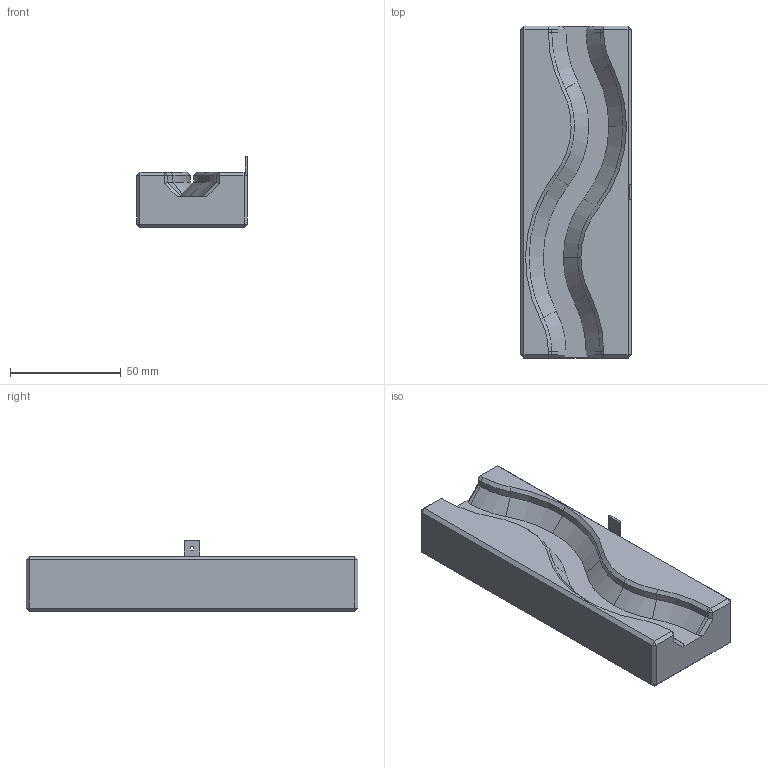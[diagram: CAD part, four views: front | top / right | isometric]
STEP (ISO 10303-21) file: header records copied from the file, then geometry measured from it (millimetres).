
FILE_DESCRIPTION (( 'STEP AP214' ), '1' );
FILE_NAME ('Cuboro_KL.STEP', '2022-02-24T19:28:12', ( '' ), ( '' ), 'SwSTEP 2.0', 'SolidWorks 2019', '' );
FILE_SCHEMA (( 'AUTOMOTIVE_DESIGN' ));
Length unit declared in the file: millimetre
Products named in the file (1): Cuboro_KL
Bounding box: 50 x 150 x 32 mm (x, y, z)
Volume: 154533.6 mm3; surface area: 25925.5 mm2
Topology: 1 solids, 1 shells, 94 faces, 212 edges, 120 vertices
Faces by surface type: plane 62, cone 20, cylinder 12
Entity records: 2566 total; most frequent: DIRECTION 446, CARTESIAN_POINT 427, ORIENTED_EDGE 424, EDGE_CURVE 212, LINE 168, VECTOR 168, AXIS2_PLACEMENT_3D 139, VERTEX_POINT 120
